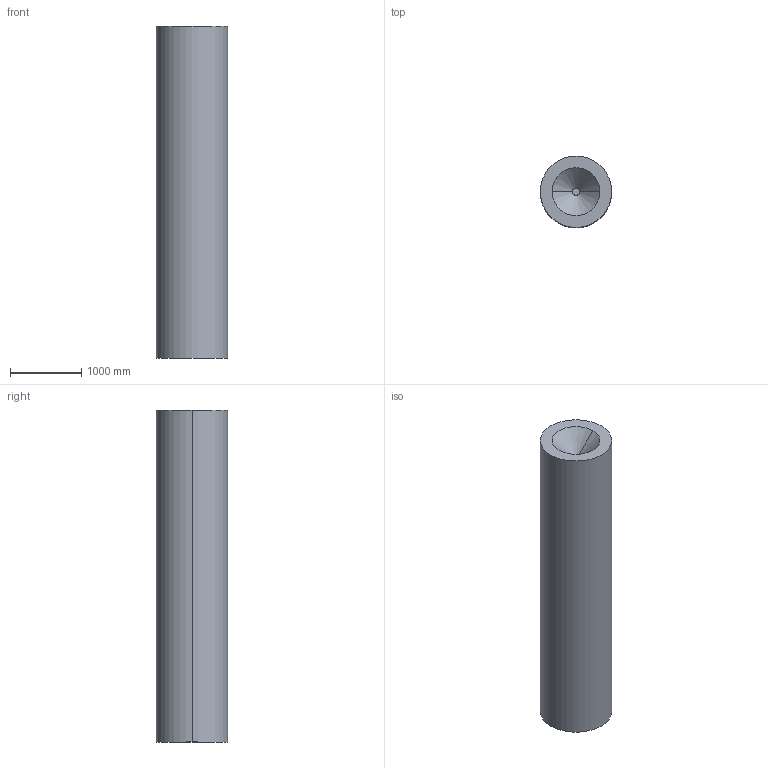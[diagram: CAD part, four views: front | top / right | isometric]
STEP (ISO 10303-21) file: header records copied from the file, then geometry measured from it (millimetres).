
FILE_DESCRIPTION(('produced by SPATIAL CORP'),'2;1');
FILE_NAME( 'support3.step.hh.sat.stp','2002-04-22T10:00:44+00:00',('SPATIAL CORP'),( 'SPATIAL CORP'),'ACIS STEP Husk','http://www.spatial.com', 'SPATIAL CORP');
FILE_SCHEMA(('CONFIG_CONTROL_DESIGN'));
Length unit declared in the file: millimetre
Products named in the file (1): PRODUCT_ID_1
Bounding box: 1000 x 1000 x 4650 mm (x, y, z)
Volume: 3579964934.4 mm3; surface area: 16921055.5 mm2
Topology: 1 solids, 1 shells, 14 faces, 32 edges, 20 vertices
Faces by surface type: cylinder 8, plane 4, cone 2
Entity records: 683 total; most frequent: CARTESIAN_POINT 322, ORIENTED_EDGE 64, DIRECTION 44, EDGE_CURVE 32, VERTEX_POINT 20, AXIS2_PLACEMENT_3D 16, EDGE_LOOP 16, FACE_BOUND 16
